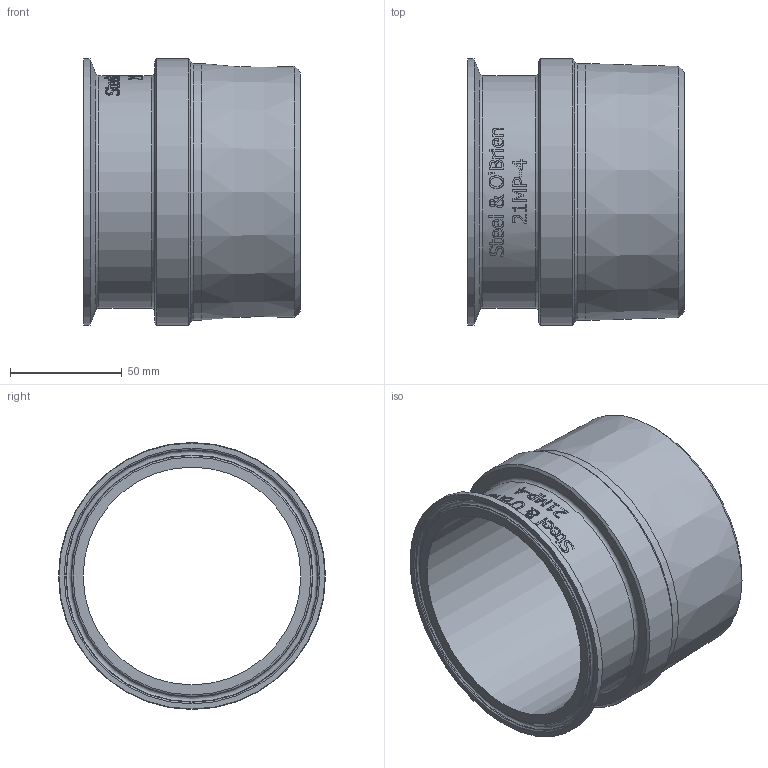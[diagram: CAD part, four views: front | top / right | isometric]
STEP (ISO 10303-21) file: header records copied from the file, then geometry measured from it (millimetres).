
FILE_DESCRIPTION(/* description */ (''),/* implementation_level */ '2;1');
FILE_NAME(/* name */ '21MP-4.stp',/* time_stamp */ '2019-01-30T13:34:37-05:00',/* author */ ('rick'),/* organization */ (''),/* preprocessor_version */ 'ST-DEVELOPER v15.2',/* originating_system */ 'Autodesk Inventor 2014',/* authorisation */ '');
FILE_SCHEMA (('AUTOMOTIVE_DESIGN { 1 0 10303 214 3 1 1 }'));
Length unit declared in the file: inch
Products named in the file (1): AAV04270
Bounding box: 96.85 x 119.38 x 119.38 mm (x, y, z)
Volume: 234131.4 mm3; surface area: 74057.1 mm2
Topology: 1 solids, 1 shells, 327 faces, 865 edges, 572 vertices
Faces by surface type: plane 139, bspline 139, cylinder 35, cone 8, torus 6
Full cylindrical faces by diameter (mm): 97.384 x1, 104.14 x1, 114.845 x1, 118.923 x1, 119.38 x1
Entity records: 12395 total; most frequent: CARTESIAN_POINT 5095, ORIENTED_EDGE 1690, DIRECTION 1122, EDGE_CURVE 845, VERTEX_POINT 571, LINE 390, VECTOR 390, EDGE_LOOP 380
